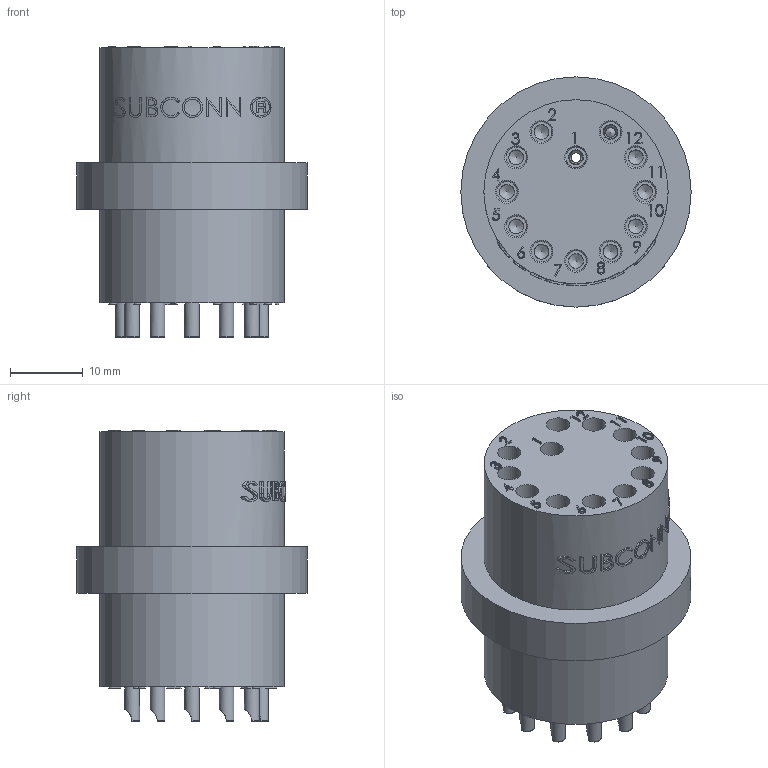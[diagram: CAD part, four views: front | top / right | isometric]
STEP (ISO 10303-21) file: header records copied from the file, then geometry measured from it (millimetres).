
FILE_DESCRIPTION(/* description */ (''),/* implementation_level */ '2;1');
FILE_NAME(/* name */ 'MCAT12F.stp',/* time_stamp */ '2023-03-14T14:28:02+01:00',/* author */ ('sh'),/* organization */ (''),/* preprocessor_version */ 'ST-DEVELOPER v19.2',/* originating_system */ 'Autodesk Inventor 2023',/* authorisation */ '');
FILE_SCHEMA (('AUTOMOTIVE_DESIGN { 1 0 10303 214 3 1 1 }'));
Products named in the file (1): Part4
Bounding box: 31.75 x 31.75 x 40.16 mm (x, y, z)
Volume: 18640.2 mm3; surface area: 7503.3 mm2
Topology: 1 solids, 13 shells, 1088 faces, 2961 edges, 1957 vertices
Faces by surface type: plane 477, bspline 222, cylinder 161, torus 144, cone 84
Full cylindrical faces by diameter (mm): 1.321 x12, 2.032 x12, 2.037 x12, 2.057 x12, 2.723 x12, 2.743 x12, 3.175 x60, 25.4 x2, 31.75 x1
Entity records: 49576 total; most frequent: CARTESIAN_POINT 21866, ORIENTED_EDGE 5874, DIRECTION 5054, EDGE_CURVE 2937, VERTEX_POINT 1957, AXIS2_PLACEMENT_3D 1853, LINE 1348, VECTOR 1348
